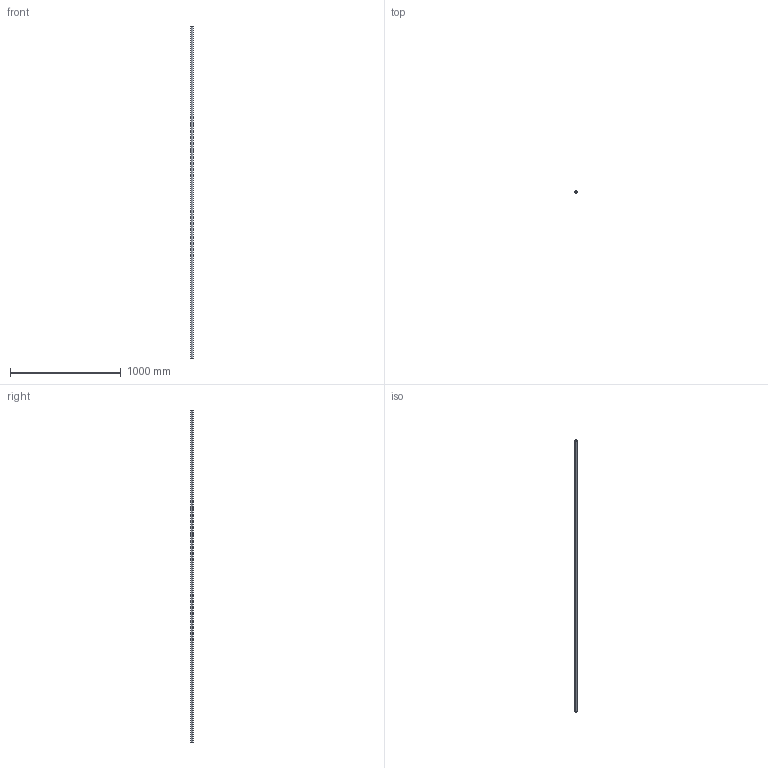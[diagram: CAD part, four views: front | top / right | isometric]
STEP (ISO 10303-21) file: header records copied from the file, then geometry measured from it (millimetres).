
FILE_DESCRIPTION (( 'STEP AP203' ), '1' );
FILE_NAME ('57400-ST.step', '2021-12-22T10:33:26', ( '' ), ( '' ), 'SwSTEP 2.0', 'SolidWorks 2018', '' );
FILE_SCHEMA (( 'CONFIG_CONTROL_DESIGN' ));
Length unit declared in the file: millimetre
Products named in the file (2): 57400-ST
Bounding box: 20 x 20 x 3000 mm (x, y, z)
Volume: 942477.6 mm3; surface area: 189129.1 mm2
Topology: 1 solids, 1 shells, 208 faces, 552 edges, 368 vertices
Faces by surface type: plane 117, bspline 89, cylinder 2
Entity records: 11341 total; most frequent: CARTESIAN_POINT 6619, ORIENTED_EDGE 1104, DIRECTION 620, EDGE_CURVE 552, LINE 370, VECTOR 370, VERTEX_POINT 368, EDGE_LOOP 230
